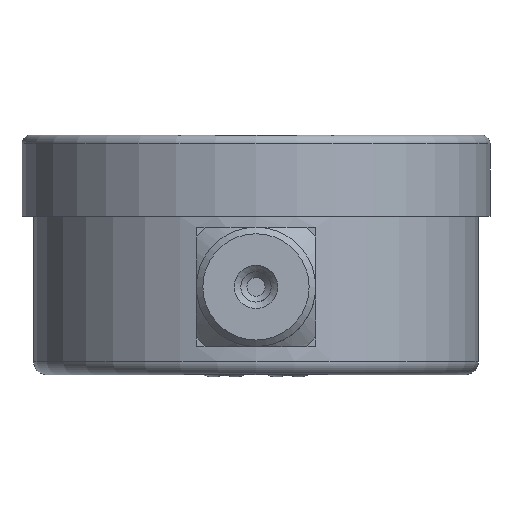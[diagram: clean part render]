
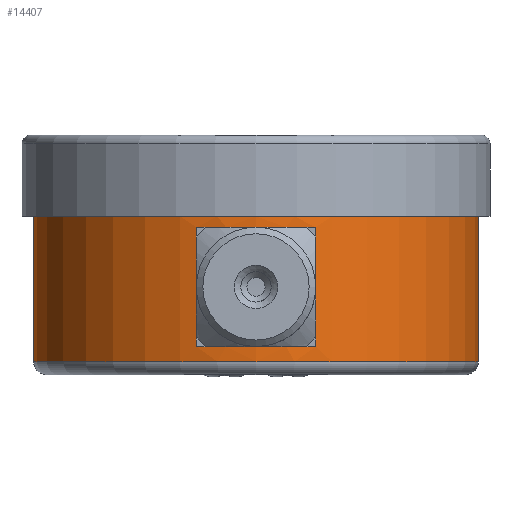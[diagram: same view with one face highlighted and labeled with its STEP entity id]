
A CAD part, front view. The second image highlights one B-rep face of the part: STEP entity #14407.
In plain terms, the highlighted cylindrical face has radius 26.035 mm (diameter 52.07 mm), a full revolution.
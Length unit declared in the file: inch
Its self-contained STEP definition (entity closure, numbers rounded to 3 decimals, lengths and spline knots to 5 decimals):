
#570 = VERTEX_POINT ( 'NONE', #15721 ) ;
#1077 = ORIENTED_EDGE ( 'NONE', *, *, #9904, .T. ) ;
#1091 = EDGE_CURVE ( 'NONE', #570, #1758, #11635, .T. ) ;
#1736 = CARTESIAN_POINT ( 'NONE',  ( 0., 0., -0.425 ) ) ;
#1758 = VERTEX_POINT ( 'NONE', #5551 ) ;
#1905 = VECTOR ( 'NONE', #7382, 39.37008 ) ;
#2334 = EDGE_LOOP ( 'NONE', ( #5628 ) ) ;
#2513 = AXIS2_PLACEMENT_3D ( 'NONE', #9758, #11725, #13070 ) ;
#2548 = ORIENTED_EDGE ( 'NONE', *, *, #13345, .F. ) ;
#2914 = CARTESIAN_POINT ( 'NONE',  ( 1.025, 0., -0.375 ) ) ;
#2963 = DIRECTION ( 'NONE',  ( 0., 0., -1. ) ) ;
#4497 = CARTESIAN_POINT ( 'NONE',  ( 0., 0., -1.105 ) ) ;
#5352 = CIRCLE ( 'NONE', #13979, 1.025 ) ;
#5403 = FACE_OUTER_BOUND ( 'NONE', #2334, .T. ) ;
#5551 = CARTESIAN_POINT ( 'NONE',  ( 0.275, -0.98742, -0.425 ) ) ;
#5628 = ORIENTED_EDGE ( 'NONE', *, *, #7184, .T. ) ;
#5844 = DIRECTION ( 'NONE',  ( 0., 0., 1. ) ) ;
#6011 = EDGE_CURVE ( 'NONE', #16746, #6048, #6123, .T. ) ;
#6048 = VERTEX_POINT ( 'NONE', #6389 ) ;
#6084 = AXIS2_PLACEMENT_3D ( 'NONE', #1736, #16960, #16599 ) ;
#6123 = LINE ( 'NONE', #7213, #1905 ) ;
#6154 = ORIENTED_EDGE ( 'NONE', *, *, #1091, .F. ) ;
#6389 = CARTESIAN_POINT ( 'NONE',  ( -0.275, -0.98742, -0.975 ) ) ;
#6672 = FACE_BOUND ( 'NONE', #12048, .T. ) ;
#6757 = CARTESIAN_POINT ( 'NONE',  ( -0.275, -0.98742, -0.425 ) ) ;
#7137 = VERTEX_POINT ( 'NONE', #2914 ) ;
#7184 = EDGE_CURVE ( 'NONE', #7137, #7137, #5352, .T. ) ;
#7213 = CARTESIAN_POINT ( 'NONE',  ( -0.275, -0.98742, -1.105 ) ) ;
#7382 = DIRECTION ( 'NONE',  ( 0., 0., -1. ) ) ;
#7858 = ORIENTED_EDGE ( 'NONE', *, *, #6011, .F. ) ;
#8133 = VERTEX_POINT ( 'NONE', #16792 ) ;
#8437 = DIRECTION ( 'NONE',  ( 1., 0., 0. ) ) ;
#9115 = CIRCLE ( 'NONE', #2513, 1.025 ) ;
#9149 = CARTESIAN_POINT ( 'NONE',  ( 0., 0., -0.975 ) ) ;
#9758 = CARTESIAN_POINT ( 'NONE',  ( 0., 0., -1.045 ) ) ;
#9903 = AXIS2_PLACEMENT_3D ( 'NONE', #9149, #14664, #11964 ) ;
#9904 = EDGE_CURVE ( 'NONE', #8133, #8133, #9115, .T. ) ;
#10850 = ORIENTED_EDGE ( 'NONE', *, *, #14822, .F. ) ;
#10869 = EDGE_LOOP ( 'NONE', ( #1077 ) ) ;
#11459 = CARTESIAN_POINT ( 'NONE',  ( 0.275, -0.98742, -1.105 ) ) ;
#11635 = LINE ( 'NONE', #11459, #12147 ) ;
#11725 = DIRECTION ( 'NONE',  ( 0., 0., 1. ) ) ;
#11964 = DIRECTION ( 'NONE',  ( -1., 0., 0. ) ) ;
#12048 = EDGE_LOOP ( 'NONE', ( #6154, #10850, #7858, #2548 ) ) ;
#12147 = VECTOR ( 'NONE', #15790, 39.37008 ) ;
#13070 = DIRECTION ( 'NONE',  ( 1., 0., 0. ) ) ;
#13345 = EDGE_CURVE ( 'NONE', #1758, #16746, #13862, .T. ) ;
#13607 = CYLINDRICAL_SURFACE ( 'NONE', #16690, 1.025 ) ;
#13862 = CIRCLE ( 'NONE', #6084, 1.025 ) ;
#13947 = CARTESIAN_POINT ( 'NONE',  ( 0., 0., -0.375 ) ) ;
#13979 = AXIS2_PLACEMENT_3D ( 'NONE', #13947, #2963, #8437 ) ;
#14407 = ADVANCED_FACE ( 'NONE', ( #6672, #17588, #5403 ), #13607, .T. ) ;
#14664 = DIRECTION ( 'NONE',  ( 0., 0., 1. ) ) ;
#14822 = EDGE_CURVE ( 'NONE', #6048, #570, #17707, .T. ) ;
#15304 = DIRECTION ( 'NONE',  ( 1., 0., 0. ) ) ;
#15721 = CARTESIAN_POINT ( 'NONE',  ( 0.275, -0.98742, -0.975 ) ) ;
#15790 = DIRECTION ( 'NONE',  ( 0., 0., 1. ) ) ;
#16599 = DIRECTION ( 'NONE',  ( 1., 0., 0. ) ) ;
#16690 = AXIS2_PLACEMENT_3D ( 'NONE', #4497, #5844, #15304 ) ;
#16746 = VERTEX_POINT ( 'NONE', #6757 ) ;
#16792 = CARTESIAN_POINT ( 'NONE',  ( 1.025, 0., -1.045 ) ) ;
#16960 = DIRECTION ( 'NONE',  ( 0., 0., -1. ) ) ;
#17588 = FACE_OUTER_BOUND ( 'NONE', #10869, .T. ) ;
#17707 = CIRCLE ( 'NONE', #9903, 1.025 ) ;
